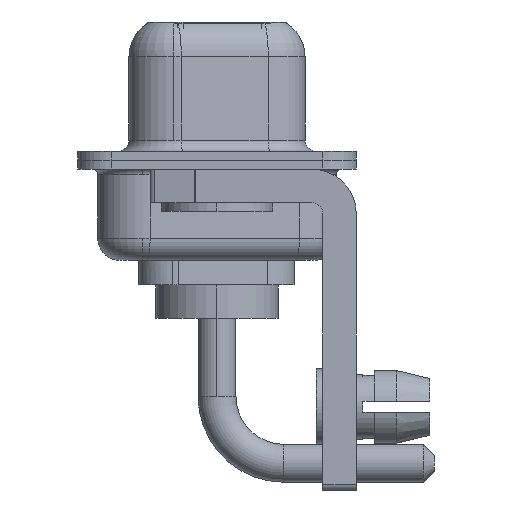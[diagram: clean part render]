
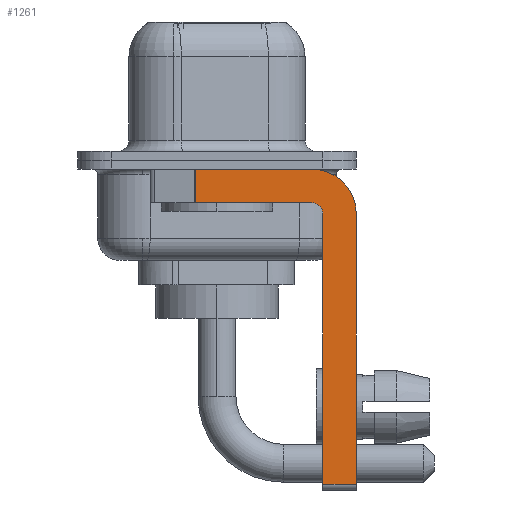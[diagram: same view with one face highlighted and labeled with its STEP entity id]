
A CAD part, left-side view. The second image highlights one B-rep face of the part: STEP entity #1261.
In plain terms, the highlighted planar face has unit normal (-1, 0, 0).
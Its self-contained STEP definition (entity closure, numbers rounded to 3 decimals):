
#300 = AXIS2_PLACEMENT_3D ( 'NONE', #7907, #6727, #15546 ) ;
#685 = ORIENTED_EDGE ( 'NONE', *, *, #2696, .F. ) ;
#998 = VECTOR ( 'NONE', #1674, 1000. ) ;
#1051 = CARTESIAN_POINT ( 'NONE',  ( -2.9, -4.25, -2.4 ) ) ;
#1261 = ADVANCED_FACE ( 'NONE', ( #11908 ), #13104, .F. ) ;
#1475 = VERTEX_POINT ( 'NONE', #9000 ) ;
#1504 = DIRECTION ( 'NONE',  ( 0., -1., 0. ) ) ;
#1674 = DIRECTION ( 'NONE',  ( 0., -1., 0. ) ) ;
#2202 = AXIS2_PLACEMENT_3D ( 'NONE', #14901, #4124, #4050 ) ;
#2696 = EDGE_CURVE ( 'NONE', #5775, #1475, #8370, .T. ) ;
#2777 = LINE ( 'NONE', #9992, #12785 ) ;
#2866 = ORIENTED_EDGE ( 'NONE', *, *, #10843, .F. ) ;
#3286 = CARTESIAN_POINT ( 'NONE',  ( -2.9, -4.75, -14.55 ) ) ;
#3516 = VECTOR ( 'NONE', #5625, 1000. ) ;
#3541 = LINE ( 'NONE', #7339, #13528 ) ;
#3558 = EDGE_CURVE ( 'NONE', #4440, #14484, #7791, .T. ) ;
#3673 = ORIENTED_EDGE ( 'NONE', *, *, #7455, .F. ) ;
#3694 = ORIENTED_EDGE ( 'NONE', *, *, #8442, .F. ) ;
#4050 = DIRECTION ( 'NONE',  ( 0., 0., -1. ) ) ;
#4124 = DIRECTION ( 'NONE',  ( 1., 0., 0. ) ) ;
#4363 = ORIENTED_EDGE ( 'NONE', *, *, #6132, .T. ) ;
#4440 = VERTEX_POINT ( 'NONE', #3286 ) ;
#4686 = DIRECTION ( 'NONE',  ( 1., 0., 0. ) ) ;
#4892 = CARTESIAN_POINT ( 'NONE',  ( -2.9, -6.25, -2.4 ) ) ;
#5269 = VECTOR ( 'NONE', #12081, 1000. ) ;
#5380 = EDGE_CURVE ( 'NONE', #11971, #5775, #6649, .T. ) ;
#5387 = VECTOR ( 'NONE', #5637, 1000. ) ;
#5625 = DIRECTION ( 'NONE',  ( 0., 0., 1. ) ) ;
#5637 = DIRECTION ( 'NONE',  ( 0., 0., -1. ) ) ;
#5775 = VERTEX_POINT ( 'NONE', #9513 ) ;
#5862 = LINE ( 'NONE', #9162, #3516 ) ;
#5902 = DIRECTION ( 'NONE',  ( 0., 0., -1. ) ) ;
#6095 = DIRECTION ( 'NONE',  ( 0., 0., -1. ) ) ;
#6132 = EDGE_CURVE ( 'NONE', #12729, #1475, #15510, .T. ) ;
#6639 = EDGE_CURVE ( 'NONE', #4440, #11971, #5862, .T. ) ;
#6649 = CIRCLE ( 'NONE', #300, 0.5 ) ;
#6727 = DIRECTION ( 'NONE',  ( -1., 0., 0. ) ) ;
#7327 = ORIENTED_EDGE ( 'NONE', *, *, #6639, .F. ) ;
#7339 = CARTESIAN_POINT ( 'NONE',  ( -2.9, -6.25, -2.4 ) ) ;
#7441 = CARTESIAN_POINT ( 'NONE',  ( -2.9, -4.75, -2.4 ) ) ;
#7455 = EDGE_CURVE ( 'NONE', #12729, #10393, #2777, .T. ) ;
#7791 = LINE ( 'NONE', #9046, #998 ) ;
#7907 = CARTESIAN_POINT ( 'NONE',  ( -2.9, -4.25, -2.4 ) ) ;
#7945 = CARTESIAN_POINT ( 'NONE',  ( -2.9, -4.25, -0.4 ) ) ;
#8230 = CARTESIAN_POINT ( 'NONE',  ( -2.9, 0.978, -1.9 ) ) ;
#8370 = LINE ( 'NONE', #11866, #5269 ) ;
#8393 = ORIENTED_EDGE ( 'NONE', *, *, #3558, .T. ) ;
#8439 = CARTESIAN_POINT ( 'NONE',  ( -2.9, -6.25, -14.55 ) ) ;
#8442 = EDGE_CURVE ( 'NONE', #13792, #14484, #3541, .T. ) ;
#9000 = CARTESIAN_POINT ( 'NONE',  ( -2.9, 0.978, -1.9 ) ) ;
#9039 = CIRCLE ( 'NONE', #2202, 2. ) ;
#9046 = CARTESIAN_POINT ( 'NONE',  ( -2.9, -4.25, -14.55 ) ) ;
#9110 = ORIENTED_EDGE ( 'NONE', *, *, #5380, .F. ) ;
#9162 = CARTESIAN_POINT ( 'NONE',  ( -2.9, -4.75, -14.8 ) ) ;
#9513 = CARTESIAN_POINT ( 'NONE',  ( -2.9, -4.25, -1.9 ) ) ;
#9612 = CARTESIAN_POINT ( 'NONE',  ( -2.9, 0.978, -0.4 ) ) ;
#9736 = AXIS2_PLACEMENT_3D ( 'NONE', #1051, #4686, #5902 ) ;
#9992 = CARTESIAN_POINT ( 'NONE',  ( -2.9, 3., -0.4 ) ) ;
#10393 = VERTEX_POINT ( 'NONE', #7945 ) ;
#10501 = EDGE_LOOP ( 'NONE', ( #3673, #4363, #685, #9110, #7327, #8393, #3694, #2866 ) ) ;
#10843 = EDGE_CURVE ( 'NONE', #10393, #13792, #9039, .T. ) ;
#11866 = CARTESIAN_POINT ( 'NONE',  ( -2.9, -4.25, -1.9 ) ) ;
#11908 = FACE_OUTER_BOUND ( 'NONE', #10501, .T. ) ;
#11971 = VERTEX_POINT ( 'NONE', #7441 ) ;
#12081 = DIRECTION ( 'NONE',  ( 0., 1., 0. ) ) ;
#12729 = VERTEX_POINT ( 'NONE', #9612 ) ;
#12785 = VECTOR ( 'NONE', #1504, 1000. ) ;
#13104 = PLANE ( 'NONE',  #9736 ) ;
#13528 = VECTOR ( 'NONE', #6095, 1000. ) ;
#13792 = VERTEX_POINT ( 'NONE', #4892 ) ;
#14484 = VERTEX_POINT ( 'NONE', #8439 ) ;
#14901 = CARTESIAN_POINT ( 'NONE',  ( -2.9, -4.25, -2.4 ) ) ;
#15510 = LINE ( 'NONE', #8230, #5387 ) ;
#15546 = DIRECTION ( 'NONE',  ( 0., 0., 1. ) ) ;
